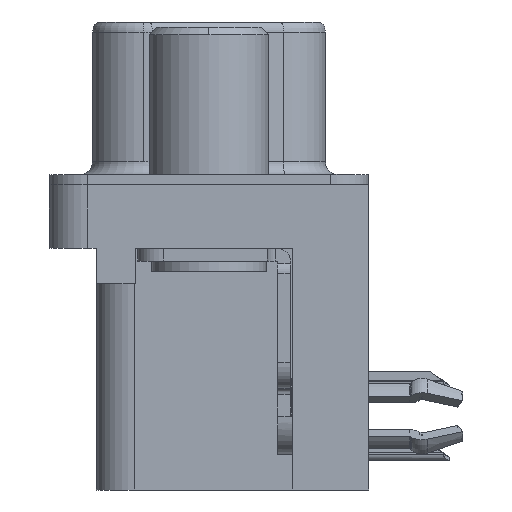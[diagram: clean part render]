
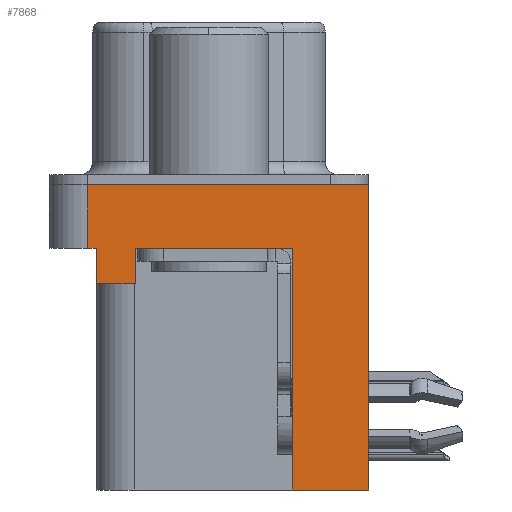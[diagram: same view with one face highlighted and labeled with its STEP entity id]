
A CAD part, left-side view. The second image highlights one B-rep face of the part: STEP entity #7868.
In plain terms, the highlighted planar face has unit normal (-1, 0, 0).
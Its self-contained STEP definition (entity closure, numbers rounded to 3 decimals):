
#824 = EDGE_CURVE ( 'NONE', #24813, #11223, #27006, .T. ) ;
#865 = DIRECTION ( 'NONE',  ( 0., 0., 1. ) ) ;
#1152 = CARTESIAN_POINT ( 'NONE',  ( -2.91, 4.425, -3.9 ) ) ;
#1232 = AXIS2_PLACEMENT_3D ( 'NONE', #7746, #9688, #865 ) ;
#1384 = EDGE_CURVE ( 'NONE', #7117, #5250, #9352, .T. ) ;
#1531 = CARTESIAN_POINT ( 'NONE',  ( -2.91, 4.775, -2.5 ) ) ;
#1978 = DIRECTION ( 'NONE',  ( 0., -1., 0. ) ) ;
#2468 = CARTESIAN_POINT ( 'NONE',  ( -2.91, -6.275, -2.5 ) ) ;
#2607 = LINE ( 'NONE', #27472, #6427 ) ;
#2708 = VECTOR ( 'NONE', #1978, 1000. ) ;
#2991 = EDGE_CURVE ( 'NONE', #11254, #7117, #18763, .T. ) ;
#3541 = ORIENTED_EDGE ( 'NONE', *, *, #6947, .F. ) ;
#3727 = EDGE_CURVE ( 'NONE', #24256, #7121, #28877, .T. ) ;
#3846 = DIRECTION ( 'NONE',  ( 0., 0., 1. ) ) ;
#4514 = CARTESIAN_POINT ( 'NONE',  ( -2.91, -3.295, -12. ) ) ;
#4591 = ORIENTED_EDGE ( 'NONE', *, *, #824, .T. ) ;
#5112 = CARTESIAN_POINT ( 'NONE',  ( -2.91, -6.275, -2.5 ) ) ;
#5250 = VERTEX_POINT ( 'NONE', #22535 ) ;
#5305 = EDGE_CURVE ( 'NONE', #6382, #5250, #19155, .T. ) ;
#5676 = VECTOR ( 'NONE', #11746, 1000. ) ;
#6080 = LINE ( 'NONE', #16041, #7098 ) ;
#6382 = VERTEX_POINT ( 'NONE', #27611 ) ;
#6427 = VECTOR ( 'NONE', #25784, 1000. ) ;
#6947 = EDGE_CURVE ( 'NONE', #11120, #7121, #22487, .T. ) ;
#7098 = VECTOR ( 'NONE', #22857, 1000. ) ;
#7117 = VERTEX_POINT ( 'NONE', #1152 ) ;
#7121 = VERTEX_POINT ( 'NONE', #14879 ) ;
#7731 = ORIENTED_EDGE ( 'NONE', *, *, #1384, .F. ) ;
#7746 = CARTESIAN_POINT ( 'NONE',  ( -2.91, -6.275, -2.5 ) ) ;
#7820 = EDGE_CURVE ( 'NONE', #11254, #24813, #2607, .T. ) ;
#7868 = ADVANCED_FACE ( 'NONE', ( #24262 ), #12317, .T. ) ;
#8100 = VECTOR ( 'NONE', #3846, 1000. ) ;
#8354 = DIRECTION ( 'NONE',  ( 0., 1., 0. ) ) ;
#9352 = LINE ( 'NONE', #22201, #19114 ) ;
#9559 = LINE ( 'NONE', #4514, #18312 ) ;
#9619 = ORIENTED_EDGE ( 'NONE', *, *, #12480, .F. ) ;
#9688 = DIRECTION ( 'NONE',  ( -1., 0., 0. ) ) ;
#9934 = DIRECTION ( 'NONE',  ( 0., -1., 0. ) ) ;
#10930 = VECTOR ( 'NONE', #26775, 1000. ) ;
#11120 = VERTEX_POINT ( 'NONE', #15063 ) ;
#11223 = VERTEX_POINT ( 'NONE', #22972 ) ;
#11254 = VERTEX_POINT ( 'NONE', #25400 ) ;
#11746 = DIRECTION ( 'NONE',  ( 0., -1., 0. ) ) ;
#11828 = CARTESIAN_POINT ( 'NONE',  ( -2.91, 2.895, -2.5 ) ) ;
#12061 = ORIENTED_EDGE ( 'NONE', *, *, #2991, .F. ) ;
#12317 = PLANE ( 'NONE',  #1232 ) ;
#12480 = EDGE_CURVE ( 'NONE', #24256, #21451, #6080, .T. ) ;
#13284 = ORIENTED_EDGE ( 'NONE', *, *, #7820, .T. ) ;
#14759 = ORIENTED_EDGE ( 'NONE', *, *, #26236, .F. ) ;
#14879 = CARTESIAN_POINT ( 'NONE',  ( -2.91, -6.275, 0. ) ) ;
#15063 = CARTESIAN_POINT ( 'NONE',  ( -2.91, 4.775, 0. ) ) ;
#15182 = DIRECTION ( 'NONE',  ( 0., 0., 1. ) ) ;
#15866 = ORIENTED_EDGE ( 'NONE', *, *, #25301, .F. ) ;
#16041 = CARTESIAN_POINT ( 'NONE',  ( -2.91, -3.295, -12. ) ) ;
#17131 = VECTOR ( 'NONE', #9934, 1000. ) ;
#18312 = VECTOR ( 'NONE', #26681, 1000. ) ;
#18656 = CARTESIAN_POINT ( 'NONE',  ( -2.91, -6.275, -12. ) ) ;
#18763 = LINE ( 'NONE', #21829, #20161 ) ;
#19114 = VECTOR ( 'NONE', #15182, 1000. ) ;
#19155 = LINE ( 'NONE', #24487, #2708 ) ;
#19599 = CARTESIAN_POINT ( 'NONE',  ( -2.91, -3.295, -12. ) ) ;
#19703 = ORIENTED_EDGE ( 'NONE', *, *, #5305, .T. ) ;
#20161 = VECTOR ( 'NONE', #8354, 1000. ) ;
#21451 = VERTEX_POINT ( 'NONE', #19599 ) ;
#21829 = CARTESIAN_POINT ( 'NONE',  ( -2.91, 4.425, -3.9 ) ) ;
#21870 = EDGE_LOOP ( 'NONE', ( #3541, #14759, #19703, #7731, #12061, #13284, #4591, #15866, #9619, #24430 ) ) ;
#22201 = CARTESIAN_POINT ( 'NONE',  ( -2.91, 4.425, -3.9 ) ) ;
#22487 = LINE ( 'NONE', #23363, #5676 ) ;
#22535 = CARTESIAN_POINT ( 'NONE',  ( -2.91, 4.425, -2.5 ) ) ;
#22857 = DIRECTION ( 'NONE',  ( 0., 1., 0. ) ) ;
#22972 = CARTESIAN_POINT ( 'NONE',  ( -2.91, -3.295, -2.5 ) ) ;
#23363 = CARTESIAN_POINT ( 'NONE',  ( -2.91, -6.275, 0. ) ) ;
#24256 = VERTEX_POINT ( 'NONE', #18656 ) ;
#24262 = FACE_OUTER_BOUND ( 'NONE', #21870, .T. ) ;
#24430 = ORIENTED_EDGE ( 'NONE', *, *, #3727, .T. ) ;
#24487 = CARTESIAN_POINT ( 'NONE',  ( -2.91, -6.275, -2.5 ) ) ;
#24813 = VERTEX_POINT ( 'NONE', #11828 ) ;
#25301 = EDGE_CURVE ( 'NONE', #21451, #11223, #9559, .T. ) ;
#25400 = CARTESIAN_POINT ( 'NONE',  ( -2.91, 2.895, -3.9 ) ) ;
#25784 = DIRECTION ( 'NONE',  ( 0., 0., 1. ) ) ;
#26236 = EDGE_CURVE ( 'NONE', #6382, #11120, #28453, .T. ) ;
#26681 = DIRECTION ( 'NONE',  ( 0., 0., 1. ) ) ;
#26775 = DIRECTION ( 'NONE',  ( 0., 0., 1. ) ) ;
#27006 = LINE ( 'NONE', #5112, #17131 ) ;
#27472 = CARTESIAN_POINT ( 'NONE',  ( -2.91, 2.895, -3.9 ) ) ;
#27611 = CARTESIAN_POINT ( 'NONE',  ( -2.91, 4.775, -2.5 ) ) ;
#28453 = LINE ( 'NONE', #1531, #8100 ) ;
#28877 = LINE ( 'NONE', #2468, #10930 ) ;
